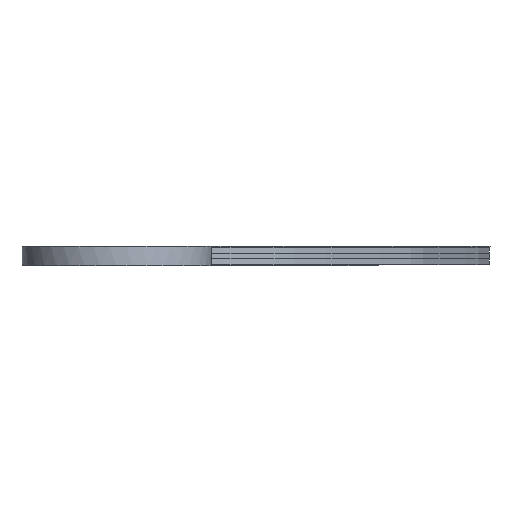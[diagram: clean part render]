
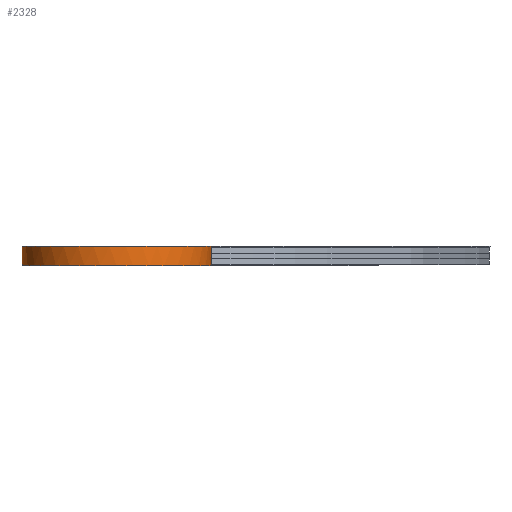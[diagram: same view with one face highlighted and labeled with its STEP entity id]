
A CAD part, left-side view. The second image highlights one B-rep face of the part: STEP entity #2328.
In plain terms, the highlighted cylindrical face has radius 30 mm (diameter 60 mm), a full revolution.
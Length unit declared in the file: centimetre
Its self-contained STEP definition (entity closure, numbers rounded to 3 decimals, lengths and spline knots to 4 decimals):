
#36=CYLINDRICAL_SURFACE('',#2471,3.);
#51=CIRCLE('',#2357,3.);
#52=CIRCLE('',#2358,3.);
#68=CIRCLE('',#2377,3.);
#91=CIRCLE('',#2414,3.);
#99=CIRCLE('',#2428,3.);
#393=FACE_OUTER_BOUND('',#517,.T.);
#517=EDGE_LOOP('',(#2150,#2151,#2152,#2153,#2154,#2155,#2156,#2157,#2158,
#2159,#2160,#2161,#2162,#2163,#2164));
#605=LINE('',#4095,#780);
#686=LINE('',#5085,#861);
#687=LINE('',#5087,#862);
#688=LINE('',#5088,#863);
#689=LINE('',#5090,#864);
#690=LINE('',#5092,#865);
#691=LINE('',#5094,#866);
#692=LINE('',#5096,#867);
#693=LINE('',#5097,#868);
#780=VECTOR('',#2721,1.);
#861=VECTOR('',#2896,1.);
#862=VECTOR('',#2897,1.);
#863=VECTOR('',#2898,1.);
#864=VECTOR('',#2901,3.);
#865=VECTOR('',#2902,1.);
#866=VECTOR('',#2903,1.);
#867=VECTOR('',#2904,1.);
#868=VECTOR('',#2905,1.);
#908=VERTEX_POINT('',#3065);
#909=VERTEX_POINT('',#3067);
#910=VERTEX_POINT('',#3069);
#940=VERTEX_POINT('',#3255);
#956=VERTEX_POINT('',#3389);
#1004=VERTEX_POINT('',#3733);
#1032=VERTEX_POINT('',#4090);
#1034=VERTEX_POINT('',#4109);
#1102=VERTEX_POINT('',#5084);
#1103=VERTEX_POINT('',#5086);
#1104=VERTEX_POINT('',#5091);
#1105=VERTEX_POINT('',#5093);
#1106=VERTEX_POINT('',#5095);
#1156=EDGE_CURVE('',#908,#909,#51,.T.);
#1157=EDGE_CURVE('',#909,#910,#52,.T.);
#1206=EDGE_CURVE('',#940,#956,#68,.T.);
#1272=EDGE_CURVE('',#1004,#1004,#91,.T.);
#1316=EDGE_CURVE('',#1032,#910,#605,.T.);
#1320=EDGE_CURVE('',#1032,#1034,#99,.T.);
#1455=EDGE_CURVE('',#1102,#1034,#686,.T.);
#1456=EDGE_CURVE('',#1103,#1102,#687,.T.);
#1457=EDGE_CURVE('',#956,#1103,#688,.T.);
#1458=EDGE_CURVE('',#1004,#909,#689,.T.);
#1459=EDGE_CURVE('',#1104,#908,#690,.T.);
#1460=EDGE_CURVE('',#1105,#1104,#691,.T.);
#1461=EDGE_CURVE('',#1106,#1105,#692,.T.);
#1462=EDGE_CURVE('',#940,#1106,#693,.T.);
#2150=ORIENTED_EDGE('',*,*,#1272,.T.);
#2151=ORIENTED_EDGE('',*,*,#1458,.T.);
#2152=ORIENTED_EDGE('',*,*,#1156,.F.);
#2153=ORIENTED_EDGE('',*,*,#1459,.F.);
#2154=ORIENTED_EDGE('',*,*,#1460,.F.);
#2155=ORIENTED_EDGE('',*,*,#1461,.F.);
#2156=ORIENTED_EDGE('',*,*,#1462,.F.);
#2157=ORIENTED_EDGE('',*,*,#1206,.T.);
#2158=ORIENTED_EDGE('',*,*,#1457,.T.);
#2159=ORIENTED_EDGE('',*,*,#1456,.T.);
#2160=ORIENTED_EDGE('',*,*,#1455,.T.);
#2161=ORIENTED_EDGE('',*,*,#1320,.F.);
#2162=ORIENTED_EDGE('',*,*,#1316,.T.);
#2163=ORIENTED_EDGE('',*,*,#1157,.F.);
#2164=ORIENTED_EDGE('',*,*,#1458,.F.);
#2328=ADVANCED_FACE('',(#393),#36,.T.);
#2357=AXIS2_PLACEMENT_3D('',#3068,#2536,#2537);
#2358=AXIS2_PLACEMENT_3D('',#3070,#2538,#2539);
#2377=AXIS2_PLACEMENT_3D('',#3391,#2579,#2580);
#2414=AXIS2_PLACEMENT_3D('',#3734,#2683,#2684);
#2428=AXIS2_PLACEMENT_3D('',#4110,#2730,#2731);
#2471=AXIS2_PLACEMENT_3D('',#5089,#2899,#2900);
#2536=DIRECTION('center_axis',(0.,0.,
1.));
#2537=DIRECTION('ref_axis',(1.,0.,0.));
#2538=DIRECTION('center_axis',(0.,0.,
1.));
#2539=DIRECTION('ref_axis',(1.,0.,0.));
#2579=DIRECTION('center_axis',(0.,0.,-1.));
#2580=DIRECTION('ref_axis',(-1.,0.,0.));
#2683=DIRECTION('center_axis',(0.,0.,1.));
#2684=DIRECTION('ref_axis',(-1.,0.,0.));
#2721=DIRECTION('',(0.,0.,-1.));
#2730=DIRECTION('center_axis',(0.,0.,
1.));
#2731=DIRECTION('ref_axis',(0.622,-0.783,0.));
#2896=DIRECTION('',(0.,0.,-1.));
#2897=DIRECTION('',(0.,0.,-1.));
#2898=DIRECTION('',(0.,0.,-1.));
#2899=DIRECTION('center_axis',(0.,0.,-1.));
#2900=DIRECTION('ref_axis',(-1.,0.,0.));
#2901=DIRECTION('',(0.,0.,1.));
#2902=DIRECTION('',(0.,0.,-1.));
#2903=DIRECTION('',(0.,0.,-1.));
#2904=DIRECTION('',(0.,0.,-1.));
#2905=DIRECTION('',(0.,0.,-1.));
#3065=CARTESIAN_POINT('',(5.0863,9.7042,0.0446));
#3067=CARTESIAN_POINT('',(6.,11.86,0.0446));
#3068=CARTESIAN_POINT('Origin',(3.,11.86,0.0446));
#3069=CARTESIAN_POINT('',(5.4003,13.6596,0.0446));
#3070=CARTESIAN_POINT('Origin',(3.,11.86,0.0446));
#3255=CARTESIAN_POINT('',(5.0863,9.7042,0.63));
#3389=CARTESIAN_POINT('',(5.3904,13.6727,0.63));
#3391=CARTESIAN_POINT('Origin',(3.,11.86,0.63));
#3733=CARTESIAN_POINT('',(6.,11.86,0.));
#3734=CARTESIAN_POINT('Origin',(3.,11.86,0.));
#4090=CARTESIAN_POINT('',(5.4003,13.6596,0.2249));
#4095=CARTESIAN_POINT('',(5.4003,13.6596,0.2249));
#4109=CARTESIAN_POINT('',(5.3904,13.6727,0.2249));
#4110=CARTESIAN_POINT('Origin',(3.,11.86,0.2249));
#5084=CARTESIAN_POINT('',(5.3904,13.6727,0.4051));
#5085=CARTESIAN_POINT('',(5.3904,13.6727,0.4051));
#5086=CARTESIAN_POINT('',(5.3904,13.6727,0.5854));
#5087=CARTESIAN_POINT('',(5.3904,13.6727,0.5854));
#5088=CARTESIAN_POINT('',(5.3904,13.6727,0.7656));
#5089=CARTESIAN_POINT('Origin',(3.,11.86,0.7656));
#5090=CARTESIAN_POINT('',(6.,11.86,0.7656));
#5091=CARTESIAN_POINT('',(5.0863,9.7042,0.2249));
#5092=CARTESIAN_POINT('',(5.0863,9.7042,0.2249));
#5093=CARTESIAN_POINT('',(5.0863,9.7042,0.4051));
#5094=CARTESIAN_POINT('',(5.0863,9.7042,0.4051));
#5095=CARTESIAN_POINT('',(5.0863,9.7042,0.5854));
#5096=CARTESIAN_POINT('',(5.0863,9.7042,0.5854));
#5097=CARTESIAN_POINT('',(5.0863,9.7042,0.7656));
